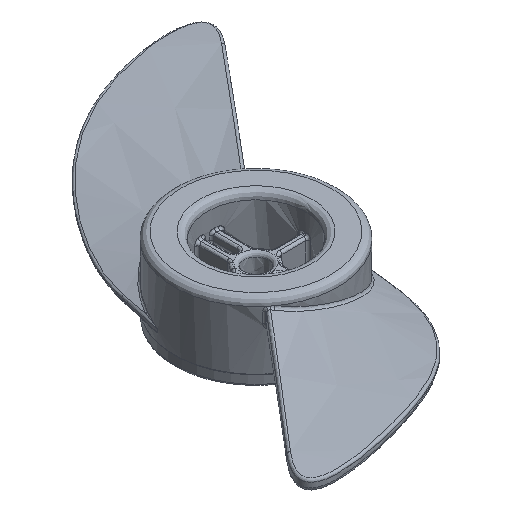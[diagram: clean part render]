
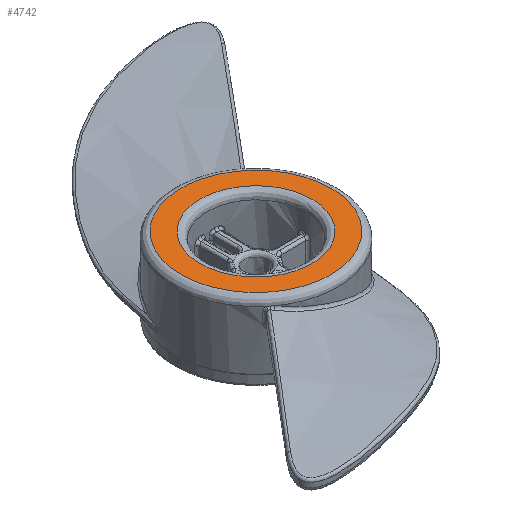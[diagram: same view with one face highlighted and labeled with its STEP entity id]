
A CAD part, isometric view. The second image highlights one B-rep face of the part: STEP entity #4742.
In plain terms, the highlighted free-form (B-spline) face has degree [1, 1] with [2, 2] control points.
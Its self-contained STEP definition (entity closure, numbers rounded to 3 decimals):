
#4742 = ADVANCED_FACE('',(#4743,#4757),#4829,.T.);
#4743 = FACE_BOUND('',#4744,.T.);
#4744 = EDGE_LOOP('',(#4745));
#4745 = ORIENTED_EDGE('',*,*,#4746,.T.);
#4746 = EDGE_CURVE('',#4747,#4747,#4749,.T.);
#4747 = VERTEX_POINT('',#4748);
#4748 = CARTESIAN_POINT('',(41.28,0.,34.597));
#4749 = ( BOUNDED_CURVE() B_SPLINE_CURVE(2,(#4750,#4751,#4752,#4753,
#4754,#4755,#4756),.UNSPECIFIED.,.T.,.F.) B_SPLINE_CURVE_WITH_KNOTS((1,2
    ,2,2,2,1),(-2.094,0.,2.094,4.189,
6.283,8.378),.UNSPECIFIED.) CURVE() 
GEOMETRIC_REPRESENTATION_ITEM() RATIONAL_B_SPLINE_CURVE((1.,0.5,1.,0.5,
1.,0.5,1.)) REPRESENTATION_ITEM('') );
#4750 = CARTESIAN_POINT('',(41.28,0.,34.597));
#4751 = CARTESIAN_POINT('',(41.28,71.499,
    34.597));
#4752 = CARTESIAN_POINT('',(-20.64,35.75,
    34.597));
#4753 = CARTESIAN_POINT('',(-82.56,0.,
    34.597));
#4754 = CARTESIAN_POINT('',(-20.64,-35.75,
    34.597));
#4755 = CARTESIAN_POINT('',(41.28,-71.499,
    34.597));
#4756 = CARTESIAN_POINT('',(41.28,0.,34.597));
#4757 = FACE_BOUND('',#4758,.T.);
#4758 = EDGE_LOOP('',(#4759));
#4759 = ORIENTED_EDGE('',*,*,#4760,.T.);
#4760 = EDGE_CURVE('',#4761,#4761,#4763,.T.);
#4761 = VERTEX_POINT('',#4762);
#4762 = CARTESIAN_POINT('',(30.796,0.,34.597));
#4763 = B_SPLINE_CURVE_WITH_KNOTS('',2,(#4764,#4765,#4766,#4767,#4768,
    #4769,#4770,#4771,#4772,#4773,#4774,#4775,#4776,#4777,#4778,#4779,
    #4780,#4781,#4782,#4783,#4784,#4785,#4786,#4787,#4788,#4789,#4790,
    #4791,#4792,#4793,#4794,#4795,#4796,#4797,#4798,#4799,#4800,#4801,
    #4802,#4803,#4804,#4805,#4806,#4807,#4808,#4809,#4810,#4811,#4812,
    #4813,#4814,#4815,#4816,#4817,#4818,#4819,#4820,#4821,#4822,#4823,
    #4824,#4825,#4826,#4827,#4828),.UNSPECIFIED.,.T.,.F.,(1,2,2,2,2,2,2,
    2,2,2,2,2,2,2,2,2,2,2,2,2,2,2,2,2,2,2,2,2,2,2,2,2,2,2,1),(-0.031
    ,0.,0.031,0.063,0.094,0.125,0.156,0.188,0.219,0.25,
    0.281,0.313,0.344,0.375,0.406,0.438,0.469,0.5,0.531,
    0.563,0.594,0.625,0.656,0.688,0.719,0.75,0.781,0.813,
    0.844,0.875,0.906,0.938,0.969,1.,1.031),.UNSPECIFIED.);
#4764 = CARTESIAN_POINT('',(30.796,0.,34.597));
#4765 = CARTESIAN_POINT('',(30.796,-3.033,
    34.597));
#4766 = CARTESIAN_POINT('',(30.205,-6.008,
    34.597));
#4767 = CARTESIAN_POINT('',(29.613,-8.982,
    34.597));
#4768 = CARTESIAN_POINT('',(28.452,-11.785,
    34.597));
#4769 = CARTESIAN_POINT('',(27.292,-14.587,
    34.597));
#4770 = CARTESIAN_POINT('',(25.606,-17.11,
    34.597));
#4771 = CARTESIAN_POINT('',(23.921,-19.631,
    34.597));
#4772 = CARTESIAN_POINT('',(21.776,-21.776,
    34.597));
#4773 = CARTESIAN_POINT('',(19.632,-23.921,
    34.597));
#4774 = CARTESIAN_POINT('',(17.11,-25.606,
    34.597));
#4775 = CARTESIAN_POINT('',(14.588,-27.291,
    34.597));
#4776 = CARTESIAN_POINT('',(11.785,-28.452,
    34.597));
#4777 = CARTESIAN_POINT('',(8.984,-29.613,
    34.597));
#4778 = CARTESIAN_POINT('',(6.008,-30.205,
    34.597));
#4779 = CARTESIAN_POINT('',(3.034,-30.796,
    34.597));
#4780 = CARTESIAN_POINT('',(0.,-30.796,34.597));
#4781 = CARTESIAN_POINT('',(-3.032,-30.796,
    34.597));
#4782 = CARTESIAN_POINT('',(-6.008,-30.205,
    34.597));
#4783 = CARTESIAN_POINT('',(-8.982,-29.613,
    34.597));
#4784 = CARTESIAN_POINT('',(-11.785,-28.452,
    34.597));
#4785 = CARTESIAN_POINT('',(-14.587,-27.292,
    34.597));
#4786 = CARTESIAN_POINT('',(-17.11,-25.606,
    34.597));
#4787 = CARTESIAN_POINT('',(-19.631,-23.921,
    34.597));
#4788 = CARTESIAN_POINT('',(-21.776,-21.776,
    34.597));
#4789 = CARTESIAN_POINT('',(-23.921,-19.632,
    34.597));
#4790 = CARTESIAN_POINT('',(-25.606,-17.11,
    34.597));
#4791 = CARTESIAN_POINT('',(-27.291,-14.588,
    34.597));
#4792 = CARTESIAN_POINT('',(-28.452,-11.785,
    34.597));
#4793 = CARTESIAN_POINT('',(-29.613,-8.984,
    34.597));
#4794 = CARTESIAN_POINT('',(-30.205,-6.008,
    34.597));
#4795 = CARTESIAN_POINT('',(-30.796,-3.034,
    34.597));
#4796 = CARTESIAN_POINT('',(-30.796,0.,34.597));
#4797 = CARTESIAN_POINT('',(-30.796,3.032,
    34.597));
#4798 = CARTESIAN_POINT('',(-30.205,6.008,
    34.597));
#4799 = CARTESIAN_POINT('',(-29.613,8.982,
    34.597));
#4800 = CARTESIAN_POINT('',(-28.452,11.785,
    34.597));
#4801 = CARTESIAN_POINT('',(-27.292,14.587,
    34.597));
#4802 = CARTESIAN_POINT('',(-25.606,17.11,
    34.597));
#4803 = CARTESIAN_POINT('',(-23.921,19.631,
    34.597));
#4804 = CARTESIAN_POINT('',(-21.776,21.776,
    34.597));
#4805 = CARTESIAN_POINT('',(-19.632,23.921,
    34.597));
#4806 = CARTESIAN_POINT('',(-17.11,25.606,
    34.597));
#4807 = CARTESIAN_POINT('',(-14.588,27.291,
    34.597));
#4808 = CARTESIAN_POINT('',(-11.785,28.452,
    34.597));
#4809 = CARTESIAN_POINT('',(-8.984,29.613,
    34.597));
#4810 = CARTESIAN_POINT('',(-6.008,30.205,
    34.597));
#4811 = CARTESIAN_POINT('',(-3.034,30.796,
    34.597));
#4812 = CARTESIAN_POINT('',(0.,30.796,34.597));
#4813 = CARTESIAN_POINT('',(3.032,30.796,
    34.597));
#4814 = CARTESIAN_POINT('',(6.008,30.205,
    34.597));
#4815 = CARTESIAN_POINT('',(8.982,29.613,
    34.597));
#4816 = CARTESIAN_POINT('',(11.785,28.452,
    34.597));
#4817 = CARTESIAN_POINT('',(14.587,27.292,
    34.597));
#4818 = CARTESIAN_POINT('',(17.11,25.606,
    34.597));
#4819 = CARTESIAN_POINT('',(19.631,23.921,
    34.597));
#4820 = CARTESIAN_POINT('',(21.776,21.776,
    34.597));
#4821 = CARTESIAN_POINT('',(23.921,19.632,
    34.597));
#4822 = CARTESIAN_POINT('',(25.606,17.11,
    34.597));
#4823 = CARTESIAN_POINT('',(27.291,14.588,
    34.597));
#4824 = CARTESIAN_POINT('',(28.452,11.785,
    34.597));
#4825 = CARTESIAN_POINT('',(29.613,8.984,
    34.597));
#4826 = CARTESIAN_POINT('',(30.205,6.008,
    34.597));
#4827 = CARTESIAN_POINT('',(30.796,3.034,
    34.597));
#4828 = CARTESIAN_POINT('',(30.796,0.,34.597));
#4829 = B_SPLINE_SURFACE_WITH_KNOTS('',1,1,(
    (#4830,#4831)
    ,(#4832,#4833
    )),.UNSPECIFIED.,.F.,.F.,.F.,(2,2),(2,2),(-52.,11.),(-31.5,31.5),
  .PIECEWISE_BEZIER_KNOTS.);
#4830 = CARTESIAN_POINT('',(-41.28,-41.28,
    34.597));
#4831 = CARTESIAN_POINT('',(-41.28,41.28,
    34.597));
#4832 = CARTESIAN_POINT('',(41.28,-41.28,
    34.597));
#4833 = CARTESIAN_POINT('',(41.28,41.28,
    34.597));
